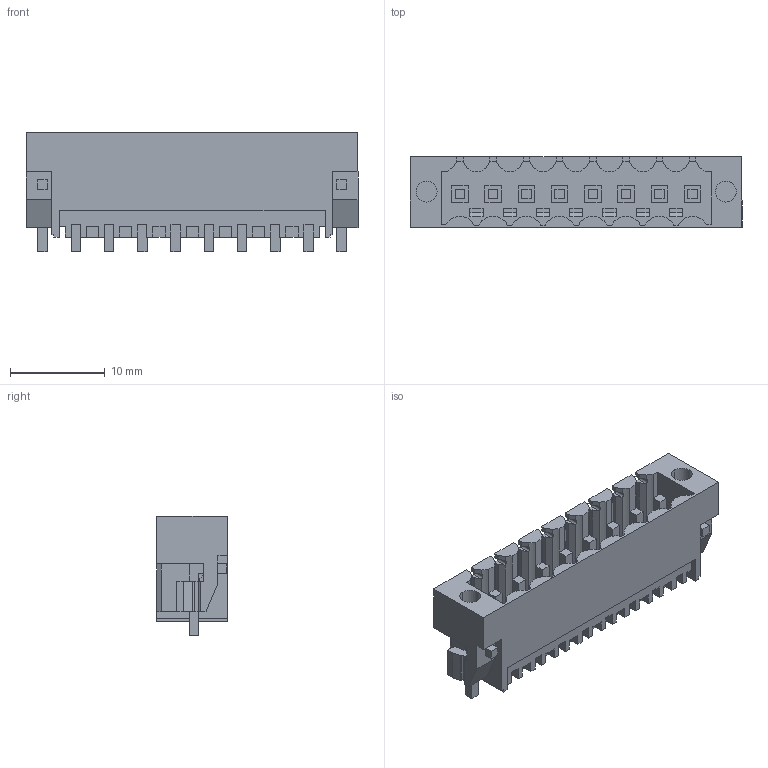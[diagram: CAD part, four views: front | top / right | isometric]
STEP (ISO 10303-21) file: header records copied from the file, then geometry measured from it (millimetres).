
FILE_DESCRIPTION(('CATIA V5 STEP Exchange','CAx-IF Rec.Pracs.--- Model Styling and Organization---1.2---2011-12-15'),'2;1');
FILE_NAME ('D1456500_0_1804760000_1804760000.stp','2018-03-13T15:17:15+00:00',('none'),('Weidmueller'),'CATIA Version 5-6 Release 2014','CATIA V5 STEP AP214','none');
FILE_SCHEMA(('AUTOMOTIVE_DESIGN { 1 0 10303 214 1 1 1 1 }'));
Length unit declared in the file: millimetre
Products named in the file (1): 1804760000
Bounding box: 34.95 x 7.45 x 12.55 mm (x, y, z)
Volume: 1235.7 mm3; surface area: 3156.1 mm2
Topology: 11 solids, 11 shells, 699 faces, 2047 edges, 1387 vertices
Faces by surface type: plane 635, cylinder 64
Entity records: 22219 total; most frequent: ORIENTED_EDGE 4094, CARTESIAN_POINT 4088, DIRECTION 2842, EDGE_CURVE 2047, VECTOR 1887, LINE 1887, VERTEX_POINT 1387, EDGE_LOOP 736
